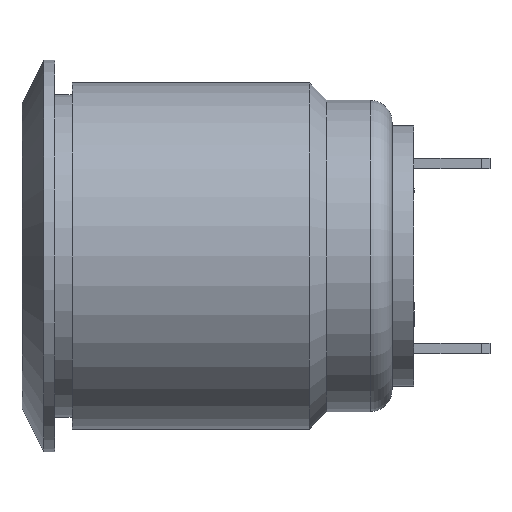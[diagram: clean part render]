
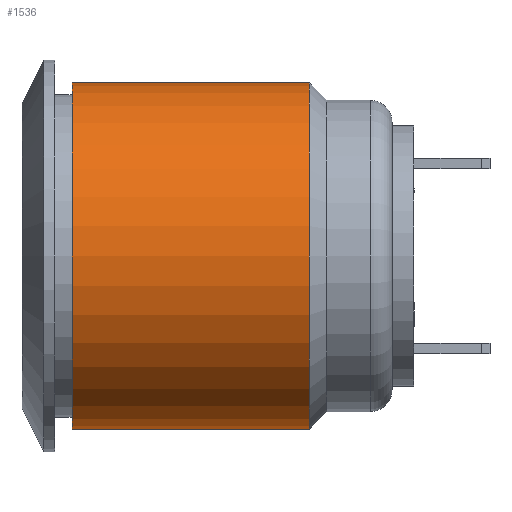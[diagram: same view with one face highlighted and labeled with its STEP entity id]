
A CAD part, front view. The second image highlights one B-rep face of the part: STEP entity #1536.
In plain terms, the highlighted cylindrical face has radius 7.95 mm (diameter 15.9 mm), a full revolution.
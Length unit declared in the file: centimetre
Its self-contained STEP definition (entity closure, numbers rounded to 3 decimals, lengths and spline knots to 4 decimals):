
#175=LINE('',#2544,#329);
#329=VECTOR('',#2097,0.795);
#349=CYLINDRICAL_SURFACE('',#1683,0.795);
#461=FACE_OUTER_BOUND('',#574,.T.);
#574=EDGE_LOOP('',(#1345,#1346,#1347,#1348));
#624=CIRCLE('',#1680,0.795);
#627=CIRCLE('',#1684,0.795);
#761=VERTEX_POINT('',#2535);
#764=VERTEX_POINT('',#2543);
#957=EDGE_CURVE('',#761,#761,#624,.T.);
#961=EDGE_CURVE('',#761,#764,#175,.T.);
#962=EDGE_CURVE('',#764,#764,#627,.T.);
#1345=ORIENTED_EDGE('',*,*,#957,.F.);
#1346=ORIENTED_EDGE('',*,*,#961,.T.);
#1347=ORIENTED_EDGE('',*,*,#962,.T.);
#1348=ORIENTED_EDGE('',*,*,#961,.F.);
#1536=ADVANCED_FACE('',(#461),#349,.T.);
#1680=AXIS2_PLACEMENT_3D('',#2536,#2088,#2089);
#1683=AXIS2_PLACEMENT_3D('',#2542,#2095,#2096);
#1684=AXIS2_PLACEMENT_3D('',#2545,#2098,#2099);
#2088=DIRECTION('center_axis',(1.,0.,0.));
#2089=DIRECTION('ref_axis',(0.,-1.,0.));
#2095=DIRECTION('center_axis',(1.,0.,0.));
#2096=DIRECTION('ref_axis',(0.,-1.,0.));
#2097=DIRECTION('',(-1.,0.,0.));
#2098=DIRECTION('center_axis',(1.,0.,0.));
#2099=DIRECTION('ref_axis',(0.,-1.,0.));
#2535=CARTESIAN_POINT('',(1.17,0.795,0.));
#2536=CARTESIAN_POINT('Origin',(1.17,0.,0.));
#2542=CARTESIAN_POINT('Origin',(0.,0.,0.));
#2543=CARTESIAN_POINT('',(0.08,0.795,0.));
#2544=CARTESIAN_POINT('',(0.,0.795,0.));
#2545=CARTESIAN_POINT('Origin',(0.08,0.,0.));
